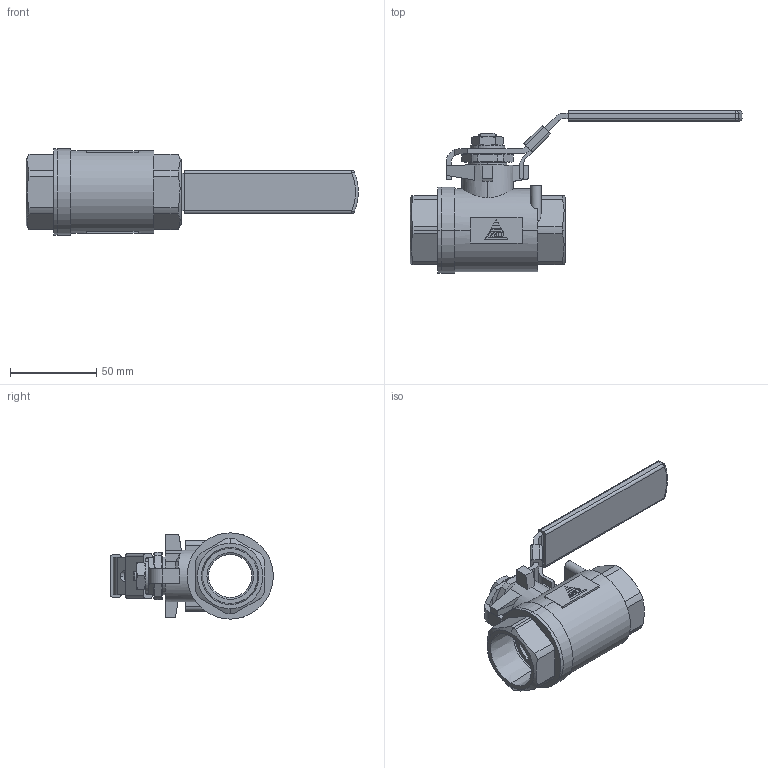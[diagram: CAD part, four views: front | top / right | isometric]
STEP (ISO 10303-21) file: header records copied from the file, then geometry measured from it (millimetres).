
FILE_DESCRIPTION (( 'STEP AP203' ), '1' );
FILE_NAME ('V-109-PN63_DN25.STEP', '2019-10-31T06:59:54', ( '' ), ( '' ), 'SwSTEP 2.0', 'SolidWorks 2012', '' );
FILE_SCHEMA (( 'CONFIG_CONTROL_DESIGN' ));
Length unit declared in the file: millimetre
Products named in the file (5): V-109-PN63_DN25; Hexagon Thin Nut ISO - 4035 - M10 - C_Hexagon Thin Nut ISO - 4035 - M10 - C; Washer ISO 7089 - 10_Washer ISO 7089 - 10; V-109-HANDLE_145L; V-109-DN25-BODY
Assembly tree (4 placements, depth 2):
  V-109-PN63_DN25
    V-109-DN25-BODY
    V-109-HANDLE_145L
    Washer ISO 7089 - 10_Washer ISO 7089 - 10
    Hexagon Thin Nut ISO - 4035 - M10 - C_Hexagon Thin Nut ISO - 4035 - M10 - C
Bounding box: 192.56 x 94.3 x 50 mm (x, y, z)
Volume: 132442.3 mm3; surface area: 43156.6 mm2
Topology: 5 solids, 5 shells, 384 faces, 994 edges, 640 vertices
Faces by surface type: plane 264, cylinder 76, cone 38, sphere 4, torus 2
Entity records: 12476 total; most frequent: CARTESIAN_POINT 2549, ORIENTED_EDGE 1976, DIRECTION 1908, EDGE_CURVE 988, LINE 710, VECTOR 710, VERTEX_POINT 640, AXIS2_PLACEMENT_3D 599
